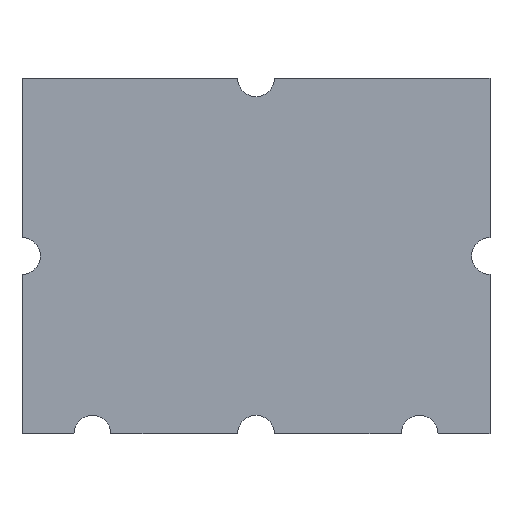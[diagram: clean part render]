
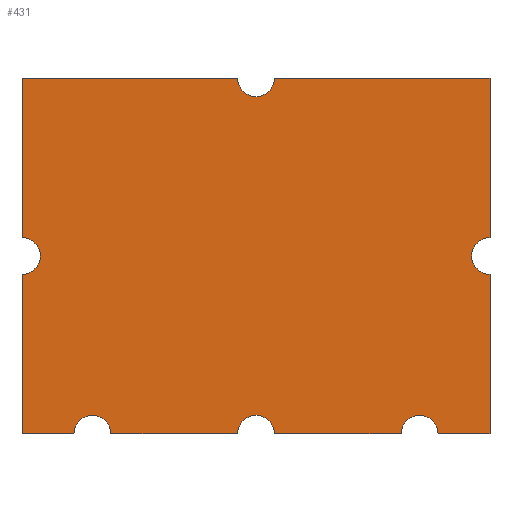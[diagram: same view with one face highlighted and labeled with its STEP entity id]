
A CAD part, front view. The second image highlights one B-rep face of the part: STEP entity #431.
In plain terms, the highlighted planar face has unit normal (0, -1, 0).
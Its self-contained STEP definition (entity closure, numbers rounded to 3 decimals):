
#25=PLANE('',#482);
#49=FACE_OUTER_BOUND('',#73,.T.);
#73=EDGE_LOOP('',(#347,#348,#349,#350,#351,#352,#353,#354,#355,#356,#357,
#358,#359,#360,#361,#362));
#97=LINE('',#674,#145);
#98=LINE('',#677,#146);
#101=LINE('',#682,#149);
#105=LINE('',#689,#153);
#107=LINE('',#692,#155);
#108=LINE('',#694,#156);
#111=LINE('',#698,#159);
#112=LINE('',#701,#160);
#115=LINE('',#706,#163);
#116=LINE('',#707,#164);
#145=VECTOR('',#546,10.);
#146=VECTOR('',#549,10.);
#149=VECTOR('',#554,10.);
#153=VECTOR('',#560,10.);
#155=VECTOR('',#564,10.);
#156=VECTOR('',#567,10.);
#159=VECTOR('',#572,10.);
#160=VECTOR('',#575,10.);
#163=VECTOR('',#580,10.);
#164=VECTOR('',#581,10.);
#179=CIRCLE('',#457,0.5);
#181=CIRCLE('',#460,0.5);
#183=CIRCLE('',#463,0.5);
#185=CIRCLE('',#466,0.5);
#187=CIRCLE('',#469,0.5);
#189=CIRCLE('',#472,0.5);
#191=VERTEX_POINT('',#616);
#192=VERTEX_POINT('',#617);
#195=VERTEX_POINT('',#625);
#196=VERTEX_POINT('',#626);
#199=VERTEX_POINT('',#634);
#200=VERTEX_POINT('',#635);
#203=VERTEX_POINT('',#643);
#204=VERTEX_POINT('',#644);
#207=VERTEX_POINT('',#652);
#208=VERTEX_POINT('',#653);
#211=VERTEX_POINT('',#661);
#212=VERTEX_POINT('',#662);
#216=VERTEX_POINT('',#672);
#217=VERTEX_POINT('',#676);
#220=VERTEX_POINT('',#687);
#221=VERTEX_POINT('',#700);
#231=EDGE_CURVE('',#191,#192,#179,.T.);
#235=EDGE_CURVE('',#195,#196,#181,.T.);
#239=EDGE_CURVE('',#199,#200,#183,.T.);
#243=EDGE_CURVE('',#203,#204,#185,.T.);
#247=EDGE_CURVE('',#207,#208,#187,.T.);
#251=EDGE_CURVE('',#211,#212,#189,.T.);
#257=EDGE_CURVE('',#216,#192,#97,.T.);
#258=EDGE_CURVE('',#191,#217,#98,.T.);
#261=EDGE_CURVE('',#199,#216,#101,.T.);
#265=EDGE_CURVE('',#220,#200,#105,.T.);
#267=EDGE_CURVE('',#217,#204,#107,.T.);
#268=EDGE_CURVE('',#203,#208,#108,.T.);
#271=EDGE_CURVE('',#207,#196,#111,.T.);
#272=EDGE_CURVE('',#195,#221,#112,.T.);
#275=EDGE_CURVE('',#211,#220,#115,.T.);
#276=EDGE_CURVE('',#221,#212,#116,.T.);
#347=ORIENTED_EDGE('',*,*,#231,.T.);
#348=ORIENTED_EDGE('',*,*,#257,.F.);
#349=ORIENTED_EDGE('',*,*,#261,.F.);
#350=ORIENTED_EDGE('',*,*,#239,.T.);
#351=ORIENTED_EDGE('',*,*,#265,.F.);
#352=ORIENTED_EDGE('',*,*,#275,.F.);
#353=ORIENTED_EDGE('',*,*,#251,.T.);
#354=ORIENTED_EDGE('',*,*,#276,.F.);
#355=ORIENTED_EDGE('',*,*,#272,.F.);
#356=ORIENTED_EDGE('',*,*,#235,.T.);
#357=ORIENTED_EDGE('',*,*,#271,.F.);
#358=ORIENTED_EDGE('',*,*,#247,.T.);
#359=ORIENTED_EDGE('',*,*,#268,.F.);
#360=ORIENTED_EDGE('',*,*,#243,.T.);
#361=ORIENTED_EDGE('',*,*,#267,.F.);
#362=ORIENTED_EDGE('',*,*,#258,.F.);
#431=ADVANCED_FACE('',(#49),#25,.F.);
#457=AXIS2_PLACEMENT_3D('',#618,#496,#497);
#460=AXIS2_PLACEMENT_3D('',#627,#504,#505);
#463=AXIS2_PLACEMENT_3D('',#636,#512,#513);
#466=AXIS2_PLACEMENT_3D('',#645,#520,#521);
#469=AXIS2_PLACEMENT_3D('',#654,#528,#529);
#472=AXIS2_PLACEMENT_3D('',#663,#536,#537);
#482=AXIS2_PLACEMENT_3D('',#705,#578,#579);
#496=DIRECTION('center_axis',(0.,1.,0.));
#497=DIRECTION('ref_axis',(-1.,0.,0.));
#504=DIRECTION('center_axis',(0.,1.,0.));
#505=DIRECTION('ref_axis',(-1.,0.,0.));
#512=DIRECTION('center_axis',(0.,1.,0.));
#513=DIRECTION('ref_axis',(-1.,0.,0.));
#520=DIRECTION('center_axis',(0.,1.,0.));
#521=DIRECTION('ref_axis',(-1.,0.,0.));
#528=DIRECTION('center_axis',(0.,1.,0.));
#529=DIRECTION('ref_axis',(-1.,0.,0.));
#536=DIRECTION('center_axis',(0.,1.,0.));
#537=DIRECTION('ref_axis',(-1.,0.,0.));
#546=DIRECTION('',(0.,0.,-1.));
#549=DIRECTION('',(0.,0.,-1.));
#554=DIRECTION('',(1.,0.,0.));
#560=DIRECTION('',(1.,0.,0.));
#564=DIRECTION('',(-1.,0.,0.));
#567=DIRECTION('',(-1.,0.,0.));
#572=DIRECTION('',(-1.,0.,0.));
#575=DIRECTION('',(-1.,0.,0.));
#578=DIRECTION('center_axis',(0.,1.,0.));
#579=DIRECTION('ref_axis',(1.,0.,0.));
#580=DIRECTION('',(0.,0.,1.));
#581=DIRECTION('',(0.,0.,1.));
#616=CARTESIAN_POINT('',(6.35,0.,-0.5));
#617=CARTESIAN_POINT('',(6.35,0.,0.5));
#618=CARTESIAN_POINT('Origin',(6.35,0.,0.));
#625=CARTESIAN_POINT('',(-4.94,0.,-4.825));
#626=CARTESIAN_POINT('',(-3.94,0.,-4.825));
#627=CARTESIAN_POINT('Origin',(-4.44,0.,-4.825));
#634=CARTESIAN_POINT('',(0.5,0.,4.825));
#635=CARTESIAN_POINT('',(-0.5,0.,4.825));
#636=CARTESIAN_POINT('Origin',(0.,0.,4.825));
#643=CARTESIAN_POINT('',(3.94,0.,-4.825));
#644=CARTESIAN_POINT('',(4.94,0.,-4.825));
#645=CARTESIAN_POINT('Origin',(4.44,0.,-4.825));
#652=CARTESIAN_POINT('',(-0.5,0.,-4.825));
#653=CARTESIAN_POINT('',(0.5,0.,-4.825));
#654=CARTESIAN_POINT('Origin',(0.,0.,-4.825));
#661=CARTESIAN_POINT('',(-6.35,0.,0.5));
#662=CARTESIAN_POINT('',(-6.35,0.,-0.5));
#663=CARTESIAN_POINT('Origin',(-6.35,0.,0.));
#672=CARTESIAN_POINT('',(6.35,0.,4.825));
#674=CARTESIAN_POINT('',(6.35,0.,4.825));
#676=CARTESIAN_POINT('',(6.35,0.,-4.825));
#677=CARTESIAN_POINT('',(6.35,0.,4.825));
#682=CARTESIAN_POINT('',(-6.35,0.,4.825));
#687=CARTESIAN_POINT('',(-6.35,0.,4.825));
#689=CARTESIAN_POINT('',(-6.35,0.,4.825));
#692=CARTESIAN_POINT('',(6.35,0.,-4.825));
#694=CARTESIAN_POINT('',(6.35,0.,-4.825));
#698=CARTESIAN_POINT('',(6.35,0.,-4.825));
#700=CARTESIAN_POINT('',(-6.35,0.,-4.825));
#701=CARTESIAN_POINT('',(6.35,0.,-4.825));
#705=CARTESIAN_POINT('Origin',(0.,0.,0.));
#706=CARTESIAN_POINT('',(-6.35,0.,-4.825));
#707=CARTESIAN_POINT('',(-6.35,0.,-4.825));
